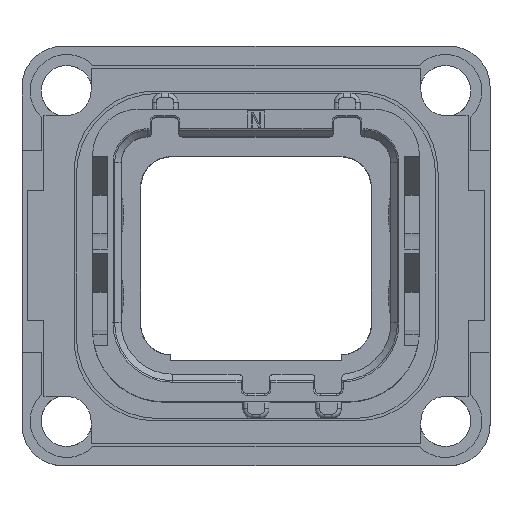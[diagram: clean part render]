
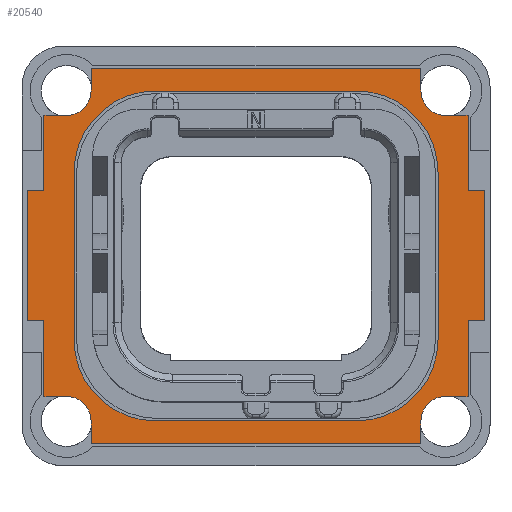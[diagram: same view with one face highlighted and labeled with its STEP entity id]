
A CAD part, top view. The second image highlights one B-rep face of the part: STEP entity #20540.
In plain terms, the highlighted planar face has unit normal (0, 0, 1).
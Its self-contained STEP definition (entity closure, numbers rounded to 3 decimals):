
#839=DIRECTION('',(0.,-1.,0.));
#840=VECTOR('',#839,4.65);
#841=CARTESIAN_POINT('',(-13.05,-4.,2.31));
#842=LINE('',#841,#840);
#843=DIRECTION('',(1.,0.,0.));
#844=VECTOR('',#843,1.);
#845=CARTESIAN_POINT('',(-14.05,-4.,2.31));
#846=LINE('',#845,#844);
#847=DIRECTION('',(0.,-1.,0.));
#848=VECTOR('',#847,8.);
#849=CARTESIAN_POINT('',(-14.05,4.,2.31));
#850=LINE('',#849,#848);
#851=DIRECTION('',(-1.,0.,0.));
#852=VECTOR('',#851,1.);
#853=CARTESIAN_POINT('',(-13.05,4.,2.31));
#854=LINE('',#853,#852);
#855=DIRECTION('',(0.,-1.,0.));
#856=VECTOR('',#855,4.65);
#857=CARTESIAN_POINT('',(-13.05,8.65,2.31));
#858=LINE('',#857,#856);
#859=DIRECTION('',(1.,0.,0.));
#860=VECTOR('',#859,1.4);
#861=CARTESIAN_POINT('',(-13.05,8.65,2.31));
#862=LINE('',#861,#860);
#863=CARTESIAN_POINT('',(-11.65,10.15,2.31));
#864=DIRECTION('',(0.,0.,1.));
#865=DIRECTION('',(0.,-1.,0.));
#866=AXIS2_PLACEMENT_3D('',#863,#864,#865);
#868=DIRECTION('',(0.,-1.,0.));
#869=VECTOR('',#868,1.4);
#870=CARTESIAN_POINT('',(-10.15,11.55,2.31));
#871=LINE('',#870,#869);
#872=DIRECTION('',(-1.,0.,0.));
#873=VECTOR('',#872,20.3);
#874=CARTESIAN_POINT('',(10.15,11.55,2.31));
#875=LINE('',#874,#873);
#876=DIRECTION('',(0.,-1.,0.));
#877=VECTOR('',#876,1.4);
#878=CARTESIAN_POINT('',(10.15,11.55,2.31));
#879=LINE('',#878,#877);
#880=CARTESIAN_POINT('',(11.65,10.15,2.31));
#881=DIRECTION('',(0.,0.,1.));
#882=DIRECTION('',(-1.,0.,0.));
#883=AXIS2_PLACEMENT_3D('',#880,#881,#882);
#885=DIRECTION('',(-1.,0.,0.));
#886=VECTOR('',#885,1.4);
#887=CARTESIAN_POINT('',(13.05,8.65,2.31));
#888=LINE('',#887,#886);
#889=DIRECTION('',(0.,1.,0.));
#890=VECTOR('',#889,4.65);
#891=CARTESIAN_POINT('',(13.05,4.,2.31));
#892=LINE('',#891,#890);
#893=DIRECTION('',(-1.,0.,0.));
#894=VECTOR('',#893,1.);
#895=CARTESIAN_POINT('',(14.05,4.,2.31));
#896=LINE('',#895,#894);
#897=DIRECTION('',(0.,1.,0.));
#898=VECTOR('',#897,8.);
#899=CARTESIAN_POINT('',(14.05,-4.,2.31));
#900=LINE('',#899,#898);
#901=DIRECTION('',(1.,0.,0.));
#902=VECTOR('',#901,1.);
#903=CARTESIAN_POINT('',(13.05,-4.,2.31));
#904=LINE('',#903,#902);
#905=DIRECTION('',(0.,1.,0.));
#906=VECTOR('',#905,4.65);
#907=CARTESIAN_POINT('',(13.05,-8.65,2.31));
#908=LINE('',#907,#906);
#909=DIRECTION('',(-1.,0.,0.));
#910=VECTOR('',#909,1.4);
#911=CARTESIAN_POINT('',(13.05,-8.65,2.31));
#912=LINE('',#911,#910);
#913=CARTESIAN_POINT('',(11.65,-10.15,2.31));
#914=DIRECTION('',(0.,0.,1.));
#915=DIRECTION('',(0.,1.,0.));
#916=AXIS2_PLACEMENT_3D('',#913,#914,#915);
#918=DIRECTION('',(0.,1.,0.));
#919=VECTOR('',#918,1.4);
#920=CARTESIAN_POINT('',(10.15,-11.55,2.31));
#921=LINE('',#920,#919);
#922=DIRECTION('',(1.,0.,0.));
#923=VECTOR('',#922,20.3);
#924=CARTESIAN_POINT('',(-10.15,-11.55,2.31));
#925=LINE('',#924,#923);
#926=DIRECTION('',(0.,1.,0.));
#927=VECTOR('',#926,1.4);
#928=CARTESIAN_POINT('',(-10.15,-11.55,2.31));
#929=LINE('',#928,#927);
#930=CARTESIAN_POINT('',(-11.65,-10.15,2.31));
#931=DIRECTION('',(0.,0.,1.));
#932=DIRECTION('',(1.,0.,0.));
#933=AXIS2_PLACEMENT_3D('',#930,#931,#932);
#935=DIRECTION('',(1.,0.,0.));
#936=VECTOR('',#935,1.4);
#937=CARTESIAN_POINT('',(-13.05,-8.65,2.31));
#938=LINE('',#937,#936);
#939=DIRECTION('',(0.,-1.,0.));
#940=VECTOR('',#939,10.3);
#941=CARTESIAN_POINT('',(11.2,5.15,2.31));
#942=LINE('',#941,#940);
#943=DIRECTION('',(1.,0.,0.));
#944=VECTOR('',#943,12.4);
#945=CARTESIAN_POINT('',(-6.2,10.15,2.31));
#946=LINE('',#945,#944);
#947=DIRECTION('',(0.,1.,0.));
#948=VECTOR('',#947,10.3);
#949=CARTESIAN_POINT('',(-11.2,-5.15,2.31));
#950=LINE('',#949,#948);
#951=DIRECTION('',(-1.,0.,0.));
#952=VECTOR('',#951,12.4);
#953=CARTESIAN_POINT('',(6.2,-10.15,2.31));
#954=LINE('',#953,#952);
#1059=CARTESIAN_POINT('',(-6.2,-5.15,2.31));
#1060=DIRECTION('',(0.,0.,-1.));
#1061=DIRECTION('',(0.,-1.,0.));
#1062=AXIS2_PLACEMENT_3D('',#1059,#1060,#1061);
#1072=CARTESIAN_POINT('',(6.2,-5.15,2.31));
#1073=DIRECTION('',(0.,0.,-1.));
#1074=DIRECTION('',(1.,0.,0.));
#1075=AXIS2_PLACEMENT_3D('',#1072,#1073,#1074);
#1077=CARTESIAN_POINT('',(-6.2,5.15,2.31));
#1078=DIRECTION('',(0.,0.,-1.));
#1079=DIRECTION('',(-1.,0.,0.));
#1080=AXIS2_PLACEMENT_3D('',#1077,#1078,#1079);
#1090=CARTESIAN_POINT('',(6.2,5.15,2.31));
#1091=DIRECTION('',(0.,0.,-1.));
#1092=DIRECTION('',(0.,1.,0.));
#1093=AXIS2_PLACEMENT_3D('',#1090,#1091,#1092);
#19136=CARTESIAN_POINT('',(-11.2,-5.15,2.31));
#19137=CARTESIAN_POINT('',(-11.2,5.15,2.31));
#19138=VERTEX_POINT('',#19136);
#19139=VERTEX_POINT('',#19137);
#19140=CARTESIAN_POINT('',(-6.2,10.15,2.31));
#19141=CARTESIAN_POINT('',(6.2,10.15,2.31));
#19142=VERTEX_POINT('',#19140);
#19143=VERTEX_POINT('',#19141);
#19144=CARTESIAN_POINT('',(11.2,5.15,2.31));
#19145=CARTESIAN_POINT('',(11.2,-5.15,2.31));
#19146=VERTEX_POINT('',#19144);
#19147=VERTEX_POINT('',#19145);
#19148=CARTESIAN_POINT('',(6.2,-10.15,2.31));
#19149=CARTESIAN_POINT('',(-6.2,-10.15,2.31));
#19150=VERTEX_POINT('',#19148);
#19151=VERTEX_POINT('',#19149);
#19168=CARTESIAN_POINT('',(10.15,10.15,2.31));
#19169=CARTESIAN_POINT('',(11.65,8.65,2.31));
#19170=VERTEX_POINT('',#19168);
#19171=VERTEX_POINT('',#19169);
#19172=CARTESIAN_POINT('',(13.05,8.65,2.31));
#19173=VERTEX_POINT('',#19172);
#19174=CARTESIAN_POINT('',(10.15,11.55,2.31));
#19175=VERTEX_POINT('',#19174);
#19176=CARTESIAN_POINT('',(11.65,-8.65,2.31));
#19177=CARTESIAN_POINT('',(10.15,-10.15,2.31));
#19178=VERTEX_POINT('',#19176);
#19179=VERTEX_POINT('',#19177);
#19180=CARTESIAN_POINT('',(10.15,-11.55,2.31));
#19181=VERTEX_POINT('',#19180);
#19182=CARTESIAN_POINT('',(13.05,-8.65,2.31));
#19183=VERTEX_POINT('',#19182);
#19184=CARTESIAN_POINT('',(-10.15,-10.15,2.31));
#19185=CARTESIAN_POINT('',(-11.65,-8.65,2.31));
#19186=VERTEX_POINT('',#19184);
#19187=VERTEX_POINT('',#19185);
#19188=CARTESIAN_POINT('',(-13.05,-8.65,2.31));
#19189=VERTEX_POINT('',#19188);
#19190=CARTESIAN_POINT('',(-10.15,-11.55,2.31));
#19191=VERTEX_POINT('',#19190);
#19192=CARTESIAN_POINT('',(-10.15,11.55,2.31));
#19193=CARTESIAN_POINT('',(-10.15,10.15,2.31));
#19194=VERTEX_POINT('',#19192);
#19195=VERTEX_POINT('',#19193);
#19196=CARTESIAN_POINT('',(-13.05,8.65,2.31));
#19197=CARTESIAN_POINT('',(-11.65,8.65,2.31));
#19198=VERTEX_POINT('',#19196);
#19199=VERTEX_POINT('',#19197);
#19200=CARTESIAN_POINT('',(14.05,-4.,2.31));
#19201=CARTESIAN_POINT('',(14.05,4.,2.31));
#19202=VERTEX_POINT('',#19200);
#19203=VERTEX_POINT('',#19201);
#19204=CARTESIAN_POINT('',(-14.05,4.,2.31));
#19205=CARTESIAN_POINT('',(-14.05,-4.,2.31));
#19206=VERTEX_POINT('',#19204);
#19207=VERTEX_POINT('',#19205);
#19208=CARTESIAN_POINT('',(13.05,-4.,2.31));
#19209=VERTEX_POINT('',#19208);
#19210=CARTESIAN_POINT('',(13.05,4.,2.31));
#19211=VERTEX_POINT('',#19210);
#19212=CARTESIAN_POINT('',(-13.05,4.,2.31));
#19213=VERTEX_POINT('',#19212);
#19214=CARTESIAN_POINT('',(-13.05,-4.,2.31));
#19215=VERTEX_POINT('',#19214);
#20487=CARTESIAN_POINT('',(0.,0.,2.31));
#20488=DIRECTION('',(0.,0.,1.));
#20489=DIRECTION('',(1.,0.,0.));
#20490=AXIS2_PLACEMENT_3D('',#20487,#20488,#20489);
#20491=PLANE('',#20490);
#20492=ORIENTED_EDGE('',*,*,#20111,.F.);
#20493=ORIENTED_EDGE('',*,*,#20125,.F.);
#20494=ORIENTED_EDGE('',*,*,#20139,.F.);
#20495=ORIENTED_EDGE('',*,*,#20153,.F.);
#20496=ORIENTED_EDGE('',*,*,#20167,.F.);
#20497=ORIENTED_EDGE('',*,*,#20183,.T.);
#20499=ORIENTED_EDGE('',*,*,#20498,.T.);
#20500=ORIENTED_EDGE('',*,*,#20242,.F.);
#20501=ORIENTED_EDGE('',*,*,#20258,.F.);
#20502=ORIENTED_EDGE('',*,*,#20274,.T.);
#20504=ORIENTED_EDGE('',*,*,#20503,.T.);
#20505=ORIENTED_EDGE('',*,*,#20333,.F.);
#20506=ORIENTED_EDGE('',*,*,#20349,.F.);
#20507=ORIENTED_EDGE('',*,*,#20363,.F.);
#20508=ORIENTED_EDGE('',*,*,#20377,.F.);
#20509=ORIENTED_EDGE('',*,*,#20391,.F.);
#20510=ORIENTED_EDGE('',*,*,#20405,.F.);
#20511=ORIENTED_EDGE('',*,*,#20421,.T.);
#20513=ORIENTED_EDGE('',*,*,#20512,.T.);
#20514=ORIENTED_EDGE('',*,*,#20479,.F.);
#20515=ORIENTED_EDGE('',*,*,#20019,.F.);
#20516=ORIENTED_EDGE('',*,*,#20036,.T.);
#20518=ORIENTED_EDGE('',*,*,#20517,.T.);
#20519=ORIENTED_EDGE('',*,*,#20095,.F.);
#20520=EDGE_LOOP('',(#20492,#20493,#20494,#20495,#20496,#20497,#20499,#20500,
#20501,#20502,#20504,#20505,#20506,#20507,#20508,#20509,#20510,#20511,#20513,
#20514,#20515,#20516,#20518,#20519));
#20521=FACE_OUTER_BOUND('',#20520,.F.);
#20523=ORIENTED_EDGE('',*,*,#20522,.F.);
#20525=ORIENTED_EDGE('',*,*,#20524,.F.);
#20527=ORIENTED_EDGE('',*,*,#20526,.F.);
#20529=ORIENTED_EDGE('',*,*,#20528,.F.);
#20531=ORIENTED_EDGE('',*,*,#20530,.F.);
#20533=ORIENTED_EDGE('',*,*,#20532,.F.);
#20535=ORIENTED_EDGE('',*,*,#20534,.F.);
#20537=ORIENTED_EDGE('',*,*,#20536,.F.);
#20538=EDGE_LOOP('',(#20523,#20525,#20527,#20529,#20531,#20533,#20535,#20537));
#20539=FACE_BOUND('',#20538,.F.);
#20540=ADVANCED_FACE('',(#20521,#20539),#20491,.T.);
#867=CIRCLE('',#866,1.5);
#884=CIRCLE('',#883,1.5);
#917=CIRCLE('',#916,1.5);
#934=CIRCLE('',#933,1.5);
#1063=CIRCLE('',#1062,5.);
#1076=CIRCLE('',#1075,5.);
#1081=CIRCLE('',#1080,5.);
#1094=CIRCLE('',#1093,5.);
#20019=EDGE_CURVE('',#19191,#19181,#925,.T.);
#20036=EDGE_CURVE('',#19191,#19186,#929,.T.);
#20095=EDGE_CURVE('',#19189,#19187,#938,.T.);
#20111=EDGE_CURVE('',#19215,#19189,#842,.T.);
#20125=EDGE_CURVE('',#19207,#19215,#846,.T.);
#20139=EDGE_CURVE('',#19206,#19207,#850,.T.);
#20153=EDGE_CURVE('',#19213,#19206,#854,.T.);
#20167=EDGE_CURVE('',#19198,#19213,#858,.T.);
#20183=EDGE_CURVE('',#19198,#19199,#862,.T.);
#20242=EDGE_CURVE('',#19194,#19195,#871,.T.);
#20258=EDGE_CURVE('',#19175,#19194,#875,.T.);
#20274=EDGE_CURVE('',#19175,#19170,#879,.T.);
#20333=EDGE_CURVE('',#19173,#19171,#888,.T.);
#20349=EDGE_CURVE('',#19211,#19173,#892,.T.);
#20363=EDGE_CURVE('',#19203,#19211,#896,.T.);
#20377=EDGE_CURVE('',#19202,#19203,#900,.T.);
#20391=EDGE_CURVE('',#19209,#19202,#904,.T.);
#20405=EDGE_CURVE('',#19183,#19209,#908,.T.);
#20421=EDGE_CURVE('',#19183,#19178,#912,.T.);
#20479=EDGE_CURVE('',#19181,#19179,#921,.T.);
#20498=EDGE_CURVE('',#19199,#19195,#867,.T.);
#20503=EDGE_CURVE('',#19170,#19171,#884,.T.);
#20512=EDGE_CURVE('',#19178,#19179,#917,.T.);
#20517=EDGE_CURVE('',#19186,#19187,#934,.T.);
#20522=EDGE_CURVE('',#19146,#19147,#942,.T.);
#20524=EDGE_CURVE('',#19143,#19146,#1094,.T.);
#20526=EDGE_CURVE('',#19142,#19143,#946,.T.);
#20528=EDGE_CURVE('',#19139,#19142,#1081,.T.);
#20530=EDGE_CURVE('',#19138,#19139,#950,.T.);
#20532=EDGE_CURVE('',#19151,#19138,#1063,.T.);
#20534=EDGE_CURVE('',#19150,#19151,#954,.T.);
#20536=EDGE_CURVE('',#19147,#19150,#1076,.T.);
